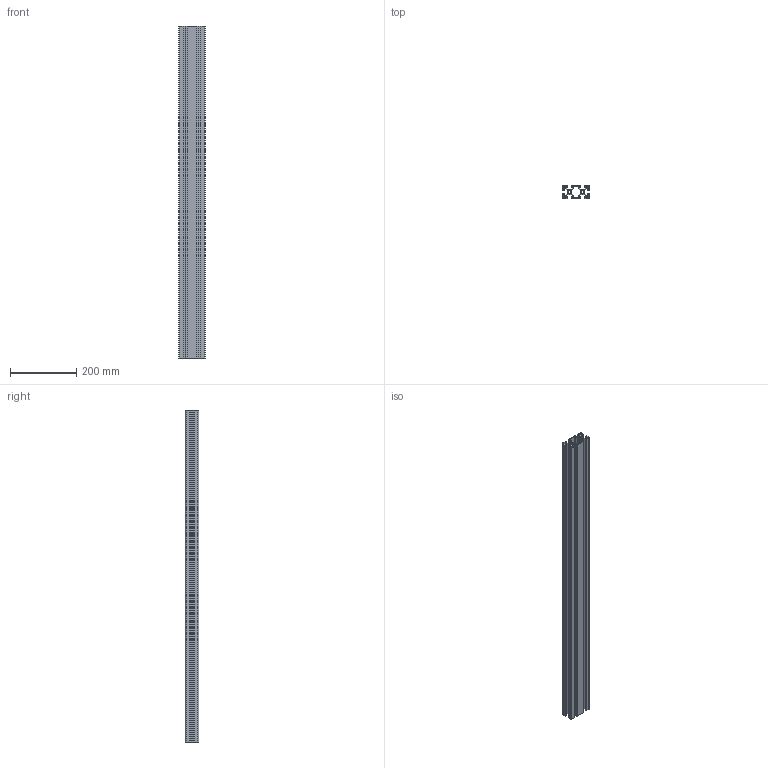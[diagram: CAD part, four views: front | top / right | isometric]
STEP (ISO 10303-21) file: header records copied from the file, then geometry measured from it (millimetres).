
FILE_DESCRIPTION (( 'STEP AP203' ), '1' );
FILE_NAME ('40X80 LÝGHT KANAL 10.STEP', '2016-04-04T15:20:39', ( '' ), ( '' ), 'SwSTEP 2.0', 'SolidWorks 2016', '' );
FILE_SCHEMA (( 'CONFIG_CONTROL_DESIGN' ));
Length unit declared in the file: millimetre
Products named in the file (1): 40X80 LÝGHT KANAL 10
Bounding box: 80 x 40 x 1000 mm (x, y, z)
Volume: 767228.7 mm3; surface area: 924329.9 mm2
Topology: 1 solids, 1 shells, 576 faces, 1722 edges, 1148 vertices
Faces by surface type: cylinder 306, plane 270
Entity records: 19683 total; most frequent: DIRECTION 3488, CARTESIAN_POINT 3447, ORIENTED_EDGE 3444, EDGE_CURVE 1722, AXIS2_PLACEMENT_3D 1189, VERTEX_POINT 1148, VECTOR 1110, LINE 1110
